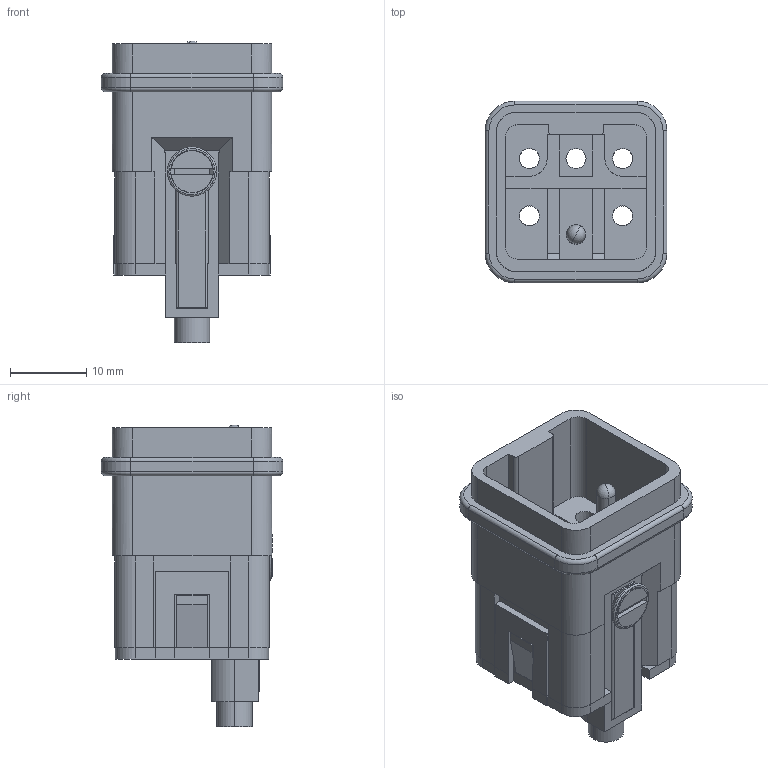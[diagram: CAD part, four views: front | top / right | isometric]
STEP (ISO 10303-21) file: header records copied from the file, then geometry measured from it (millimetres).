
FILE_DESCRIPTION(('CATIA V5 STEP','CAx-IF Rec.Pracs.--- Model Styling and Organization---1.2---2011-12-15'),'2;1');
FILE_NAME ('13426490_2', '2018-08-13T07:56:15+00:00', ('none'), ('Weidmueller'), 'CATIA Version 5-6 Release 2014 SP4 HF52', 'CATIA V5 STEP AP214', 'none');
FILE_SCHEMA(('AUTOMOTIVE_DESIGN { 1 0 10303 214 1 1 1 1 }'));
Length unit declared in the file: millimetre
Products named in the file (1): 1912440000
Bounding box: 23.8 x 23.8 x 39.55 mm (x, y, z)
Volume: 6430.5 mm3; surface area: 9604.6 mm2
Topology: 1 solids, 8 shells, 544 faces, 1514 edges, 968 vertices
Faces by surface type: plane 287, cylinder 169, torus 41, cone 36, bspline 7, sphere 4
Entity records: 17105 total; most frequent: CARTESIAN_POINT 4086, ORIENTED_EDGE 3016, DIRECTION 2130, EDGE_CURVE 1508, VERTEX_POINT 968, VECTOR 890, LINE 890, AXIS2_PLACEMENT_3D 864
